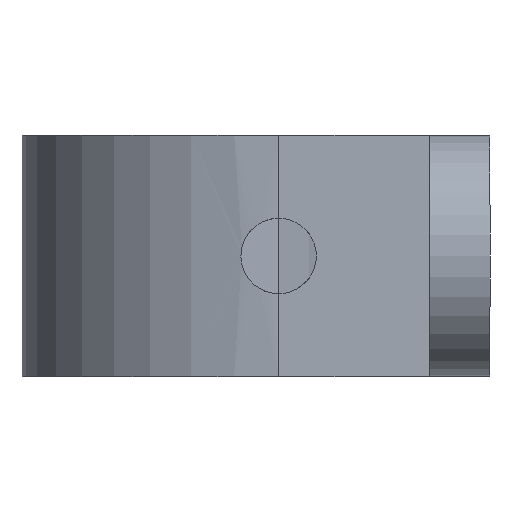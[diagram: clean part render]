
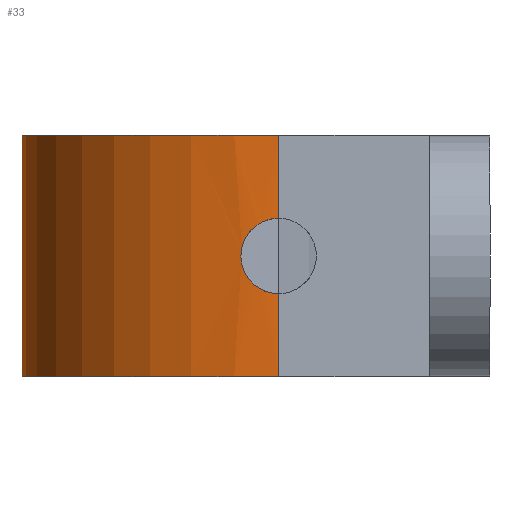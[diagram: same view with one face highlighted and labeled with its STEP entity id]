
A CAD part, left-side view. The second image highlights one B-rep face of the part: STEP entity #33.
In plain terms, the highlighted cylindrical face has radius 13.494 mm (diameter 26.987 mm), a partial arc.
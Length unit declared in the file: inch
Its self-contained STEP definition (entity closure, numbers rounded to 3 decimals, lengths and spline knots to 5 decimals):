
#26 = ORIENTED_EDGE ( 'NONE', *, *, #393, .T. ) ;
#33 = ADVANCED_FACE ( 'NONE', ( #642 ), #845, .T. ) ;
#34 = CARTESIAN_POINT ( 'NONE',  ( 0., 0., 0.5 ) ) ;
#45 = CARTESIAN_POINT ( 'NONE',  ( 0., 0., 0.5 ) ) ;
#63 = ORIENTED_EDGE ( 'NONE', *, *, #300, .F. ) ;
#76 = CARTESIAN_POINT ( 'NONE',  ( 0.53125, 0., 0. ) ) ;
#103 = ORIENTED_EDGE ( 'NONE', *, *, #438, .F. ) ;
#121 = CARTESIAN_POINT ( 'NONE',  ( -0.52799, 0.05892, 0.30157 ) ) ;
#130 = CARTESIAN_POINT ( 'NONE',  ( -0.53125, 0., 0.5 ) ) ;
#132 = DIRECTION ( 'NONE',  ( 0., 0., -1. ) ) ;
#143 = DIRECTION ( 'NONE',  ( 0., 0., 1. ) ) ;
#147 = CIRCLE ( 'NONE', #646, 0.53125 ) ;
#159 = CIRCLE ( 'NONE', #483, 0.53125 ) ;
#175 = EDGE_CURVE ( 'NONE', #690, #289, #509, .T. ) ;
#184 = VERTEX_POINT ( 'NONE', #526 ) ;
#197 = DIRECTION ( 'NONE',  ( 0., 0., -1. ) ) ;
#198 = CARTESIAN_POINT ( 'NONE',  ( -0.53125, 0., 0.17188 ) ) ;
#200 = CARTESIAN_POINT ( 'NONE',  ( -0.53125, 0.00517, 0.17188 ) ) ;
#238 = DIRECTION ( 'NONE',  ( 0., 0., -1. ) ) ;
#254 = CARTESIAN_POINT ( 'NONE',  ( -0.53125, 0., 0.5 ) ) ;
#257 = DIRECTION ( 'NONE',  ( 0., 0., 1. ) ) ;
#263 = CARTESIAN_POINT ( 'NONE',  ( 0.53125, 0., 0.5 ) ) ;
#267 = CARTESIAN_POINT ( 'NONE',  ( -0.52686, 0.06826, 0.21066 ) ) ;
#277 = VECTOR ( 'NONE', #132, 39.37008 ) ;
#289 = VERTEX_POINT ( 'NONE', #76 ) ;
#300 = EDGE_CURVE ( 'NONE', #846, #701, #600, .T. ) ;
#323 = CARTESIAN_POINT ( 'NONE',  ( -0.53067, 0.02523, 0.32411 ) ) ;
#325 = CARTESIAN_POINT ( 'NONE',  ( -0.53125, 0., 0.32813 ) ) ;
#329 = CARTESIAN_POINT ( 'NONE',  ( -0.52584, 0.07563, 0.27025 ) ) ;
#335 = CARTESIAN_POINT ( 'NONE',  ( -0.52875, 0.05164, 0.30885 ) ) ;
#337 = DIRECTION ( 'NONE',  ( 0., 0., -1. ) ) ;
#348 = CARTESIAN_POINT ( 'NONE',  ( 0., 0., 0. ) ) ;
#382 = DIRECTION ( 'NONE',  ( -1., 0., 0. ) ) ;
#387 = DIRECTION ( 'NONE',  ( 1., 0., 0. ) ) ;
#391 = CARTESIAN_POINT ( 'NONE',  ( -0.53125, 0.00517, 0.32813 ) ) ;
#393 = EDGE_CURVE ( 'NONE', #184, #701, #858, .T. ) ;
#400 = CARTESIAN_POINT ( 'NONE',  ( -0.53014, 0.03468, 0.32019 ) ) ;
#405 = CARTESIAN_POINT ( 'NONE',  ( -0.53125, 0., 0.5 ) ) ;
#432 = VECTOR ( 'NONE', #337, 39.37008 ) ;
#438 = EDGE_CURVE ( 'NONE', #184, #827, #449, .T. ) ;
#449 = LINE ( 'NONE', #130, #432 ) ;
#463 = CARTESIAN_POINT ( 'NONE',  ( -0.53117, 0.01034, 0.32761 ) ) ;
#466 = CARTESIAN_POINT ( 'NONE',  ( -0.53117, 0.01025, 0.17238 ) ) ;
#483 = AXIS2_PLACEMENT_3D ( 'NONE', #45, #257, #387 ) ;
#509 = LINE ( 'NONE', #263, #675 ) ;
#516 = CARTESIAN_POINT ( 'NONE',  ( -0.53089, 0.02024, 0.17437 ) ) ;
#517 = CARTESIAN_POINT ( 'NONE',  ( -0.52912, 0.0477, 0.31208 ) ) ;
#518 = EDGE_CURVE ( 'NONE', #289, #827, #147, .T. ) ;
#521 = CARTESIAN_POINT ( 'NONE',  ( -0.52982, 0.03915, 0.1822 ) ) ;
#525 = CARTESIAN_POINT ( 'NONE',  ( -0.52913, 0.04763, 0.18787 ) ) ;
#526 = CARTESIAN_POINT ( 'NONE',  ( -0.53125, 0., 0.17188 ) ) ;
#570 = CARTESIAN_POINT ( 'NONE',  ( -0.53125, 0., 0. ) ) ;
#575 = CARTESIAN_POINT ( 'NONE',  ( -0.52762, 0.06244, 0.20195 ) ) ;
#580 = CARTESIAN_POINT ( 'NONE',  ( -0.52981, 0.03925, 0.31774 ) ) ;
#584 = CARTESIAN_POINT ( 'NONE',  ( -0.52579, 0.07606, 0.22945 ) ) ;
#588 = CARTESIAN_POINT ( 'NONE',  ( -0.52659, 0.07024, 0.28459 ) ) ;
#600 = LINE ( 'NONE', #405, #277 ) ;
#631 = AXIS2_PLACEMENT_3D ( 'NONE', #34, #238, #382 ) ;
#642 = FACE_OUTER_BOUND ( 'NONE', #856, .T. ) ;
#646 = AXIS2_PLACEMENT_3D ( 'NONE', #348, #143, #662 ) ;
#657 = CARTESIAN_POINT ( 'NONE',  ( -0.52555, 0.07762, 0.26023 ) ) ;
#662 = DIRECTION ( 'NONE',  ( 1., 0., 0. ) ) ;
#667 = ORIENTED_EDGE ( 'NONE', *, *, #790, .F. ) ;
#675 = VECTOR ( 'NONE', #197, 39.37008 ) ;
#678 = CARTESIAN_POINT ( 'NONE',  ( 0.53125, 0., 0.5 ) ) ;
#679 = ORIENTED_EDGE ( 'NONE', *, *, #175, .T. ) ;
#683 = CARTESIAN_POINT ( 'NONE',  ( -0.53125, 0., 0.32813 ) ) ;
#690 = VERTEX_POINT ( 'NONE', #678 ) ;
#701 = VERTEX_POINT ( 'NONE', #683 ) ;
#721 = CARTESIAN_POINT ( 'NONE',  ( -0.52548, 0.07812, 0.23974 ) ) ;
#723 = CARTESIAN_POINT ( 'NONE',  ( -0.52605, 0.07415, 0.27512 ) ) ;
#727 = CARTESIAN_POINT ( 'NONE',  ( -0.53088, 0.02036, 0.3256 ) ) ;
#783 = ORIENTED_EDGE ( 'NONE', *, *, #518, .T. ) ;
#785 = CARTESIAN_POINT ( 'NONE',  ( -0.53067, 0.02521, 0.17588 ) ) ;
#790 = EDGE_CURVE ( 'NONE', #690, #846, #159, .T. ) ;
#792 = CARTESIAN_POINT ( 'NONE',  ( -0.52547, 0.07813, 0.25504 ) ) ;
#796 = CARTESIAN_POINT ( 'NONE',  ( -0.53014, 0.03466, 0.1798 ) ) ;
#827 = VERTEX_POINT ( 'NONE', #570 ) ;
#845 = CYLINDRICAL_SURFACE ( 'NONE', #631, 0.53125 ) ;
#846 = VERTEX_POINT ( 'NONE', #254 ) ;
#853 = CARTESIAN_POINT ( 'NONE',  ( -0.52761, 0.06215, 0.29761 ) ) ;
#856 = EDGE_LOOP ( 'NONE', ( #103, #26, #63, #667, #679, #783 ) ) ;
#858 = B_SPLINE_CURVE_WITH_KNOTS ( 'NONE', 3,
 ( #198, #200, #466, #516, #785, #796, #521, #525, #861, #575, #267, #584, #721, #792, #657, #329, #723, #588, #859, #853, #121, #335, #517, #580, #400, #323, #727, #463, #391, #325 ),
 .UNSPECIFIED., .F., .F.,
 ( 4, 2, 2, 2, 2, 2, 2, 2, 2, 2, 2, 2, 2, 2, 4 ),
 ( 0., 0.00039, 0.00078, 0.00116, 0.00155, 0.00233, 0.00311, 0.00349, 0.00388, 0.00427, 0.00466, 0.00505, 0.00543, 0.00582, 0.00621 ),
 .UNSPECIFIED. ) ;
#859 = CARTESIAN_POINT ( 'NONE',  ( -0.52691, 0.0678, 0.28916 ) ) ;
#861 = CARTESIAN_POINT ( 'NONE',  ( -0.52875, 0.05165, 0.19116 ) ) ;
